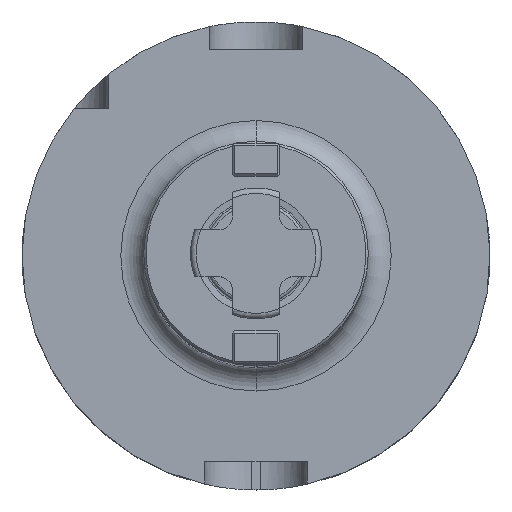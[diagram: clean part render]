
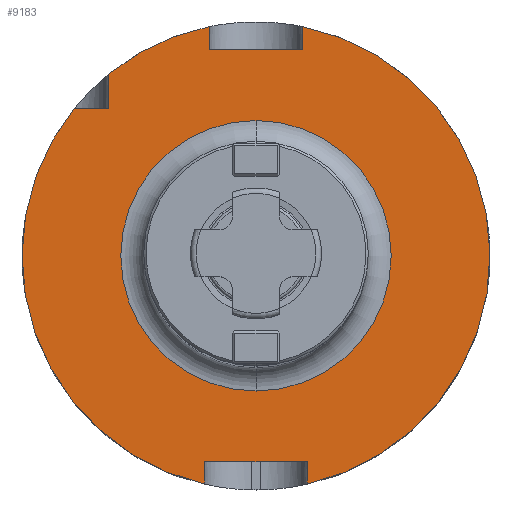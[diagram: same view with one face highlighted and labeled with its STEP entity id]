
A CAD part, top view. The second image highlights one B-rep face of the part: STEP entity #9183.
In plain terms, the highlighted planar face has unit normal (0, 0, 1).
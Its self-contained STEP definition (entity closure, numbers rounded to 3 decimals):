
#1539=DIRECTION('',(1.,0.,0.));
#1540=VECTOR('',#1539,20.);
#1541=CARTESIAN_POINT('',(-10.,44.,28.95));
#1542=LINE('',#1541,#1540);
#1546=DIRECTION('',(0.,-1.,0.));
#1547=VECTOR('',#1546,4.99);
#1548=CARTESIAN_POINT('',(10.,48.99,28.95));
#1549=LINE('',#1548,#1547);
#1553=DIRECTION('',(0.,1.,0.));
#1554=VECTOR('',#1553,4.775);
#1555=CARTESIAN_POINT('',(11.,-48.775,28.95));
#1556=LINE('',#1555,#1554);
#1560=DIRECTION('',(1.,0.,0.));
#1561=VECTOR('',#1560,22.);
#1562=CARTESIAN_POINT('',(-11.,-44.,28.95));
#1563=LINE('',#1562,#1561);
#1567=DIRECTION('',(0.,1.,0.));
#1568=VECTOR('',#1567,4.775);
#1569=CARTESIAN_POINT('',(-11.,-48.775,28.95));
#1570=LINE('',#1569,#1568);
#1574=DIRECTION('',(1.,0.,0.));
#1575=VECTOR('',#1574,7.33);
#1576=CARTESIAN_POINT('',(-38.83,31.5,28.95));
#1577=LINE('',#1576,#1575);
#1581=DIRECTION('',(0.,-1.,0.));
#1582=VECTOR('',#1581,7.33);
#1583=CARTESIAN_POINT('',(-31.5,38.83,28.95));
#1584=LINE('',#1583,#1582);
#1588=DIRECTION('',(0.,-1.,0.));
#1589=VECTOR('',#1588,4.99);
#1590=CARTESIAN_POINT('',(-10.,48.99,28.95));
#1591=LINE('',#1590,#1589);
#1595=CARTESIAN_POINT('',(0.,0.,28.95));
#1596=DIRECTION('',(0.,0.,1.));
#1597=DIRECTION('',(0.,1.,0.));
#1598=AXIS2_PLACEMENT_3D('',#1595,#1596,#1597);
#1603=CARTESIAN_POINT('',(0.,0.,28.95));
#1604=DIRECTION('',(0.,0.,1.));
#1605=DIRECTION('',(0.,-1.,0.));
#1606=AXIS2_PLACEMENT_3D('',#1603,#1604,#1605);
#1745=CARTESIAN_POINT('',(0.,0.,28.95));
#1746=DIRECTION('',(0.,0.,1.));
#1747=DIRECTION('',(-0.777,0.63,0.));
#1748=AXIS2_PLACEMENT_3D('',#1745,#1746,#1747);
#1753=CARTESIAN_POINT('',(0.,0.,28.95));
#1754=DIRECTION('',(0.,0.,1.));
#1755=DIRECTION('',(0.22,-0.975,0.));
#1756=AXIS2_PLACEMENT_3D('',#1753,#1754,#1755);
#1761=CARTESIAN_POINT('',(0.,0.,28.95));
#1762=DIRECTION('',(0.,0.,1.));
#1763=DIRECTION('',(-0.2,0.98,0.));
#1764=AXIS2_PLACEMENT_3D('',#1761,#1762,#1763);
#7352=CARTESIAN_POINT('',(0.,28.9,28.95));
#7353=VERTEX_POINT('',#7352);
#7354=CARTESIAN_POINT('',(0.,-28.9,28.95));
#7355=VERTEX_POINT('',#7354);
#7550=CARTESIAN_POINT('',(-31.5,31.5,28.95));
#7552=VERTEX_POINT('',#7550);
#7564=CARTESIAN_POINT('',(11.,-44.,28.95));
#7565=VERTEX_POINT('',#7564);
#7566=CARTESIAN_POINT('',(-11.,-44.,28.95));
#7567=VERTEX_POINT('',#7566);
#7580=CARTESIAN_POINT('',(10.,44.,28.95));
#7581=VERTEX_POINT('',#7580);
#7582=CARTESIAN_POINT('',(-10.,44.,28.95));
#7583=VERTEX_POINT('',#7582);
#7661=CARTESIAN_POINT('',(-38.83,31.5,28.95));
#7662=VERTEX_POINT('',#7661);
#7663=CARTESIAN_POINT('',(-31.5,38.83,28.95));
#7664=VERTEX_POINT('',#7663);
#7691=CARTESIAN_POINT('',(11.,-48.775,28.95));
#7692=VERTEX_POINT('',#7691);
#7693=CARTESIAN_POINT('',(-11.,-48.775,28.95));
#7694=VERTEX_POINT('',#7693);
#7721=CARTESIAN_POINT('',(10.,48.99,28.95));
#7722=VERTEX_POINT('',#7721);
#7723=CARTESIAN_POINT('',(-10.,48.99,28.95));
#7724=VERTEX_POINT('',#7723);
#9150=CARTESIAN_POINT('',(0.,0.,28.95));
#9151=DIRECTION('',(0.,0.,1.));
#9152=DIRECTION('',(0.,1.,0.));
#9153=AXIS2_PLACEMENT_3D('',#9150,#9151,#9152);
#9154=PLANE('',#9153);
#9156=ORIENTED_EDGE('',*,*,#9155,.T.);
#9158=ORIENTED_EDGE('',*,*,#9157,.F.);
#9160=ORIENTED_EDGE('',*,*,#9159,.F.);
#9162=ORIENTED_EDGE('',*,*,#9161,.T.);
#9164=ORIENTED_EDGE('',*,*,#9163,.F.);
#9166=ORIENTED_EDGE('',*,*,#9165,.F.);
#9168=ORIENTED_EDGE('',*,*,#9167,.F.);
#9170=ORIENTED_EDGE('',*,*,#9169,.T.);
#9172=ORIENTED_EDGE('',*,*,#9171,.F.);
#9174=ORIENTED_EDGE('',*,*,#9173,.F.);
#9176=ORIENTED_EDGE('',*,*,#9175,.T.);
#9177=EDGE_LOOP('',(#9156,#9158,#9160,#9162,#9164,#9166,#9168,#9170,#9172,#9174,
#9176));
#9178=FACE_OUTER_BOUND('',#9177,.F.);
#9179=ORIENTED_EDGE('',*,*,#9145,.T.);
#9180=ORIENTED_EDGE('',*,*,#9129,.T.);
#9181=EDGE_LOOP('',(#9179,#9180));
#9182=FACE_BOUND('',#9181,.F.);
#1599=CIRCLE('',#1598,28.9);
#1607=CIRCLE('',#1606,28.9);
#1749=CIRCLE('',#1748,50.);
#1757=CIRCLE('',#1756,50.);
#1765=CIRCLE('',#1764,50.);
#9129=EDGE_CURVE('',#7355,#7353,#1607,.T.);
#9145=EDGE_CURVE('',#7353,#7355,#1599,.T.);
#9155=EDGE_CURVE('',#7583,#7581,#1542,.T.);
#9157=EDGE_CURVE('',#7722,#7581,#1549,.T.);
#9159=EDGE_CURVE('',#7692,#7722,#1757,.T.);
#9161=EDGE_CURVE('',#7692,#7565,#1556,.T.);
#9163=EDGE_CURVE('',#7567,#7565,#1563,.T.);
#9165=EDGE_CURVE('',#7694,#7567,#1570,.T.);
#9167=EDGE_CURVE('',#7662,#7694,#1749,.T.);
#9169=EDGE_CURVE('',#7662,#7552,#1577,.T.);
#9171=EDGE_CURVE('',#7664,#7552,#1584,.T.);
#9173=EDGE_CURVE('',#7724,#7664,#1765,.T.);
#9175=EDGE_CURVE('',#7724,#7583,#1591,.T.);
#9183=ADVANCED_FACE('',(#9178,#9182),#9154,.T.);
